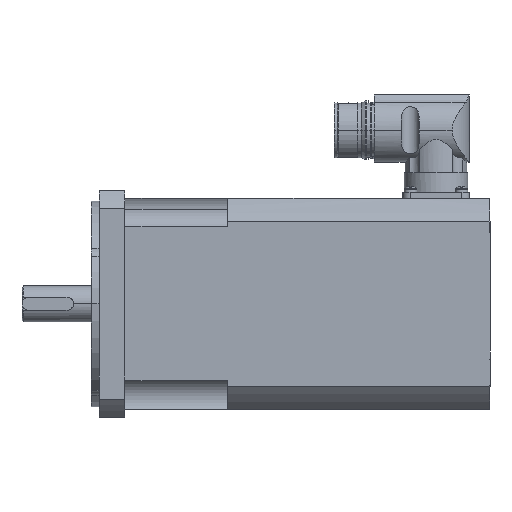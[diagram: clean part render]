
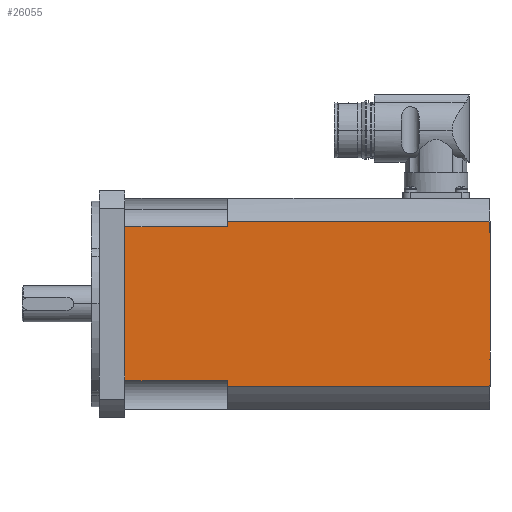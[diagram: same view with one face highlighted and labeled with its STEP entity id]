
A CAD part, front view. The second image highlights one B-rep face of the part: STEP entity #26055.
In plain terms, the highlighted planar face has unit normal (0, -1, 0).
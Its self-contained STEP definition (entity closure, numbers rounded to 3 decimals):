
#133=CARTESIAN_POINT('',(750.264,471.104,29.98));
#134=VERTEX_POINT('',#133);
#142=CARTESIAN_POINT('',(790.264,471.104,29.98));
#143=VERTEX_POINT('',#142);
#144=CARTESIAN_POINT('',(790.264,471.104,29.98));
#145=DIRECTION('',(-1.0,0.,0.));
#146=VECTOR('',#145,40.);
#147=LINE('',#144,#146);
#148=EDGE_CURVE('',#143,#134,#147,.T.);
#25038=CARTESIAN_POINT('',(750.264,471.104,-29.98));
#25039=VERTEX_POINT('',#25038);
#25047=CARTESIAN_POINT('',(750.264,471.104,29.98));
#25048=DIRECTION('',(0.0,0.0,-1.0));
#25049=VECTOR('',#25048,59.959);
#25050=LINE('',#25047,#25049);
#25051=EDGE_CURVE('',#134,#25039,#25050,.T.);
#25675=CARTESIAN_POINT('',(790.264,471.104,-29.98));
#25676=VERTEX_POINT('',#25675);
#25684=CARTESIAN_POINT('',(750.264,471.104,-29.98));
#25685=DIRECTION('',(1.0,0.,0.));
#25686=VECTOR('',#25685,40.);
#25687=LINE('',#25684,#25686);
#25688=EDGE_CURVE('',#25039,#25676,#25687,.T.);
#25829=CARTESIAN_POINT('',(790.264,471.104,-31.984));
#25830=VERTEX_POINT('',#25829);
#25831=CARTESIAN_POINT('',(790.264,471.104,-29.98));
#25832=DIRECTION('',(0.,0.,-1.0));
#25833=VECTOR('',#25832,2.005);
#25834=LINE('',#25831,#25833);
#25835=EDGE_CURVE('',#25676,#25830,#25834,.T.);
#25873=CARTESIAN_POINT('',(790.264,471.104,31.984));
#25874=VERTEX_POINT('',#25873);
#25875=CARTESIAN_POINT('',(790.264,471.104,31.984));
#25876=DIRECTION('',(0.0,0.,-1.0));
#25877=VECTOR('',#25876,2.005);
#25878=LINE('',#25875,#25877);
#25879=EDGE_CURVE('',#25874,#143,#25878,.T.);
#25959=CARTESIAN_POINT('',(892.264,471.104,-31.984));
#25960=VERTEX_POINT('',#25959);
#25968=CARTESIAN_POINT('',(790.264,471.104,-31.984));
#25969=DIRECTION('',(1.0,0.,0.));
#25970=VECTOR('',#25969,102.);
#25971=LINE('',#25968,#25970);
#25972=EDGE_CURVE('',#25830,#25960,#25971,.T.);
#25983=CARTESIAN_POINT('',(892.264,471.104,31.984));
#25984=VERTEX_POINT('',#25983);
#25985=CARTESIAN_POINT('',(892.264,471.104,31.984));
#25986=DIRECTION('',(-1.0,0.,0.));
#25987=VECTOR('',#25986,102.);
#25988=LINE('',#25985,#25987);
#25989=EDGE_CURVE('',#25984,#25874,#25988,.T.);
#26035=CARTESIAN_POINT('',(740.264,471.104,-41.));
#26036=DIRECTION('',(0.,-1.0,0.));
#26037=DIRECTION('',(0.0,0.0,-1.0));
#26038=AXIS2_PLACEMENT_3D('',#26035,#26036,#26037);
#26039=PLANE('',#26038);
#26040=ORIENTED_EDGE('',*,*,#25051,.T.);
#26041=ORIENTED_EDGE('',*,*,#25688,.T.);
#26042=ORIENTED_EDGE('',*,*,#25835,.T.);
#26043=ORIENTED_EDGE('',*,*,#25972,.T.);
#26044=CARTESIAN_POINT('',(892.264,471.104,-31.984));
#26045=DIRECTION('',(0.0,0.0,1.0));
#26046=VECTOR('',#26045,63.969);
#26047=LINE('',#26044,#26046);
#26048=EDGE_CURVE('',#25960,#25984,#26047,.T.);
#26049=ORIENTED_EDGE('',*,*,#26048,.T.);
#26050=ORIENTED_EDGE('',*,*,#25989,.T.);
#26051=ORIENTED_EDGE('',*,*,#25879,.T.);
#26052=ORIENTED_EDGE('',*,*,#148,.T.);
#26053=EDGE_LOOP('',(#26040,#26041,#26042,#26043,#26049,#26050,#26051,#26052));
#26054=FACE_OUTER_BOUND('',#26053,.T.);
#26055=ADVANCED_FACE('',(#26054),#26039,.T.);
